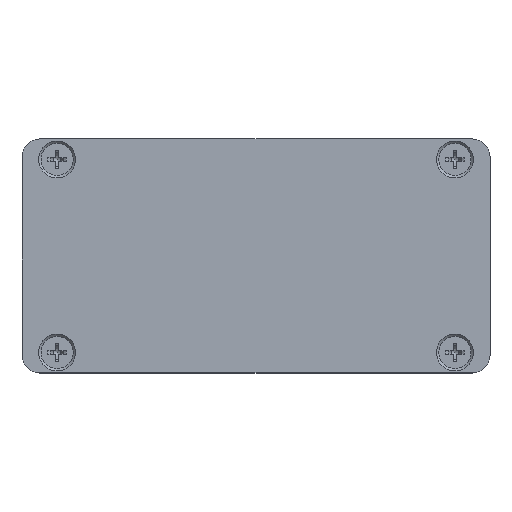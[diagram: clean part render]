
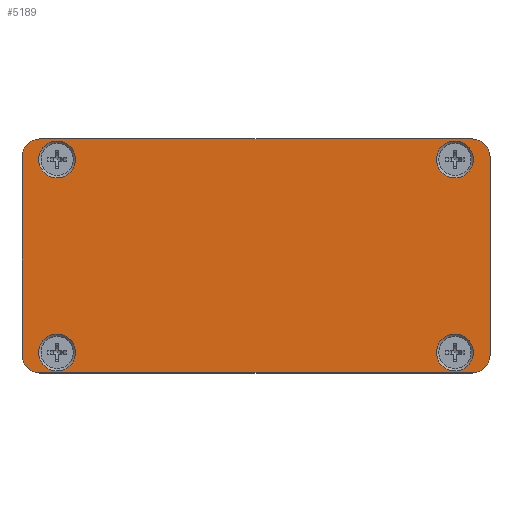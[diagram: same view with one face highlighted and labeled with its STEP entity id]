
A CAD part, top view. The second image highlights one B-rep face of the part: STEP entity #5189.
In plain terms, the highlighted planar face has unit normal (0, 0, 1).
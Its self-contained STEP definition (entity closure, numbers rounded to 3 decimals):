
#2674=VECTOR('',#4168,1.);
#2675=VECTOR('',#4171,1.);
#2676=VECTOR('',#4174,1.);
#2677=VECTOR('',#4177,1.);
#2738=LINE('',#5317,#2674);
#2739=LINE('',#5321,#2675);
#2740=LINE('',#5325,#2676);
#2741=LINE('',#5329,#2677);
#2802=PLANE('',#4835);
#2846=ORIENTED_EDGE('',*,*,#3614,.T.);
#2847=ORIENTED_EDGE('',*,*,#3615,.T.);
#2848=ORIENTED_EDGE('',*,*,#3616,.T.);
#2849=ORIENTED_EDGE('',*,*,#3617,.T.);
#2850=ORIENTED_EDGE('',*,*,#3618,.T.);
#2851=ORIENTED_EDGE('',*,*,#3619,.T.);
#2852=ORIENTED_EDGE('',*,*,#3620,.T.);
#2853=ORIENTED_EDGE('',*,*,#3621,.T.);
#2854=ORIENTED_EDGE('',*,*,#3612,.F.);
#2855=ORIENTED_EDGE('',*,*,#3622,.F.);
#2856=ORIENTED_EDGE('',*,*,#3623,.F.);
#2857=ORIENTED_EDGE('',*,*,#3624,.F.);
#3340=CIRCLE('',#4833,3.15);
#3342=CIRCLE('',#4836,3.);
#3343=CIRCLE('',#4837,3.);
#3344=CIRCLE('',#4838,3.);
#3345=CIRCLE('',#4839,3.);
#3346=CIRCLE('',#4840,3.15);
#3347=CIRCLE('',#4841,3.15);
#3348=CIRCLE('',#4842,3.15);
#3428=VERTEX_POINT('',#5310);
#3430=VERTEX_POINT('',#5315);
#3431=VERTEX_POINT('',#5316);
#3432=VERTEX_POINT('',#5318);
#3433=VERTEX_POINT('',#5320);
#3434=VERTEX_POINT('',#5322);
#3435=VERTEX_POINT('',#5324);
#3436=VERTEX_POINT('',#5326);
#3437=VERTEX_POINT('',#5328);
#3438=VERTEX_POINT('',#5331);
#3439=VERTEX_POINT('',#5333);
#3440=VERTEX_POINT('',#5335);
#3612=EDGE_CURVE('',#3428,#3428,#3340,.T.);
#3614=EDGE_CURVE('',#3430,#3431,#2738,.T.);
#3615=EDGE_CURVE('',#3431,#3432,#3342,.T.);
#3616=EDGE_CURVE('',#3432,#3433,#2739,.T.);
#3617=EDGE_CURVE('',#3433,#3434,#3343,.T.);
#3618=EDGE_CURVE('',#3434,#3435,#2740,.T.);
#3619=EDGE_CURVE('',#3435,#3436,#3344,.T.);
#3620=EDGE_CURVE('',#3436,#3437,#2741,.T.);
#3621=EDGE_CURVE('',#3437,#3430,#3345,.T.);
#3622=EDGE_CURVE('',#3438,#3438,#3346,.T.);
#3623=EDGE_CURVE('',#3439,#3439,#3347,.T.);
#3624=EDGE_CURVE('',#3440,#3440,#3348,.T.);
#3862=EDGE_LOOP('',(#2846,#2847,#2848,#2849,#2850,#2851,#2852,#2853));
#3863=EDGE_LOOP('',(#2854));
#3864=EDGE_LOOP('',(#2855));
#3865=EDGE_LOOP('',(#2856));
#3866=EDGE_LOOP('',(#2857));
#4008=FACE_BOUND('',#3862,.T.);
#4009=FACE_BOUND('',#3863,.T.);
#4010=FACE_BOUND('',#3864,.T.);
#4011=FACE_BOUND('',#3865,.T.);
#4012=FACE_BOUND('',#3866,.T.);
#4162=DIRECTION('',(0.,0.,1.));
#4163=DIRECTION('',(0.,3.15,0.));
#4166=DIRECTION('',(0.,0.,1.));
#4167=DIRECTION('',(0.,-1.,0.));
#4168=DIRECTION('',(74.,0.,0.));
#4169=DIRECTION('',(0.,0.,1.));
#4170=DIRECTION('',(0.,3.,0.));
#4171=DIRECTION('',(0.,34.,0.));
#4172=DIRECTION('',(0.,0.,1.));
#4173=DIRECTION('',(0.,3.,0.));
#4174=DIRECTION('',(-74.,0.,0.));
#4175=DIRECTION('',(0.,0.,1.));
#4176=DIRECTION('',(0.,3.,0.));
#4177=DIRECTION('',(0.,-34.,0.));
#4178=DIRECTION('',(0.,0.,1.));
#4179=DIRECTION('',(0.,3.,0.));
#4180=DIRECTION('',(0.,0.,1.));
#4181=DIRECTION('',(0.,3.15,0.));
#4182=DIRECTION('',(0.,0.,1.));
#4183=DIRECTION('',(0.,3.15,0.));
#4184=DIRECTION('',(0.,0.,1.));
#4185=DIRECTION('',(0.,3.15,0.));
#4833=AXIS2_PLACEMENT_3D('',#5311,#4162,#4163);
#4835=AXIS2_PLACEMENT_3D('',#5314,#4166,#4167);
#4836=AXIS2_PLACEMENT_3D('',#5319,#4169,#4170);
#4837=AXIS2_PLACEMENT_3D('',#5323,#4172,#4173);
#4838=AXIS2_PLACEMENT_3D('',#5327,#4175,#4176);
#4839=AXIS2_PLACEMENT_3D('',#5330,#4178,#4179);
#4840=AXIS2_PLACEMENT_3D('',#5332,#4180,#4181);
#4841=AXIS2_PLACEMENT_3D('',#5334,#4182,#4183);
#4842=AXIS2_PLACEMENT_3D('',#5336,#4184,#4185);
#5189=ADVANCED_FACE('',(#4008,#4009,#4010,#4011,#4012),#2802,.T.);
#5310=CARTESIAN_POINT('',(6.,6.65,3.));
#5311=CARTESIAN_POINT('',(6.,3.5,3.));
#5314=CARTESIAN_POINT('',(0.,0.,3.));
#5315=CARTESIAN_POINT('',(3.,0.,3.));
#5316=CARTESIAN_POINT('',(77.,0.,3.));
#5317=CARTESIAN_POINT('',(3.,0.,3.));
#5318=CARTESIAN_POINT('',(80.,3.,3.));
#5319=CARTESIAN_POINT('',(77.,3.,3.));
#5320=CARTESIAN_POINT('',(80.,37.,3.));
#5321=CARTESIAN_POINT('',(80.,3.,3.));
#5322=CARTESIAN_POINT('',(77.,40.,3.));
#5323=CARTESIAN_POINT('',(77.,37.,3.));
#5324=CARTESIAN_POINT('',(3.,40.,3.));
#5325=CARTESIAN_POINT('',(77.,40.,3.));
#5326=CARTESIAN_POINT('',(0.,37.,3.));
#5327=CARTESIAN_POINT('',(3.,37.,3.));
#5328=CARTESIAN_POINT('',(0.,3.,3.));
#5329=CARTESIAN_POINT('',(0.,37.,3.));
#5330=CARTESIAN_POINT('',(3.,3.,3.));
#5331=CARTESIAN_POINT('',(74.,6.65,3.));
#5332=CARTESIAN_POINT('',(74.,3.5,3.));
#5333=CARTESIAN_POINT('',(6.,39.65,3.));
#5334=CARTESIAN_POINT('',(6.,36.5,3.));
#5335=CARTESIAN_POINT('',(74.,39.65,3.));
#5336=CARTESIAN_POINT('',(74.,36.5,3.));
